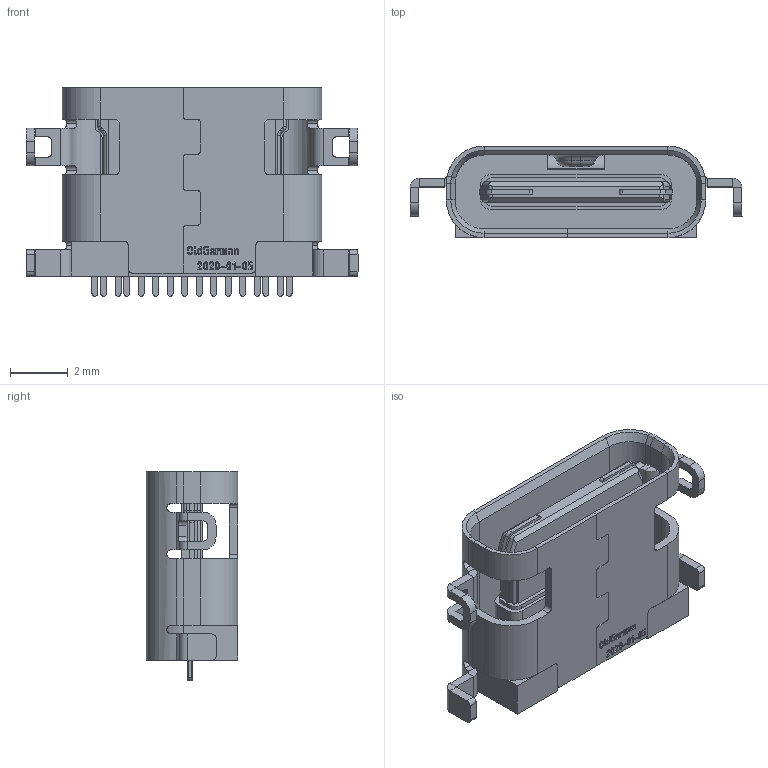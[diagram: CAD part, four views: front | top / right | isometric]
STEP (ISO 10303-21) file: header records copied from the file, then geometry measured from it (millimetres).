
FILE_DESCRIPTION (( 'STEP AP214' ), '1' );
FILE_NAME ('USB - C inboard.STEP', '2020-01-05T14:03:05', ( '' ), ( '' ), 'SwSTEP 2.0', 'SolidWorks 2017', '' );
FILE_SCHEMA (( 'AUTOMOTIVE_DESIGN' ));
Length unit declared in the file: millimetre
Products named in the file (3): USB-C plastic; USB-C inboard metal; USB - C inboard
Assembly tree (2 placements, depth 2):
  USB - C inboard
    USB-C inboard metal
    USB-C plastic
Bounding box: 11.45 x 3.16 x 7.2 mm (x, y, z)
Volume: 97.1 mm3; surface area: 436.4 mm2
Topology: 6 solids, 6 shells, 900 faces, 2381 edges, 1535 vertices
Faces by surface type: plane 459, cylinder 223, bspline 193, torus 15, cone 10
Entity records: 37842 total; most frequent: CARTESIAN_POINT 13517, ORIENTED_EDGE 4762, DIRECTION 3842, EDGE_CURVE 2381, VERTEX_POINT 1535, LINE 1494, VECTOR 1494, AXIS2_PLACEMENT_3D 1174
